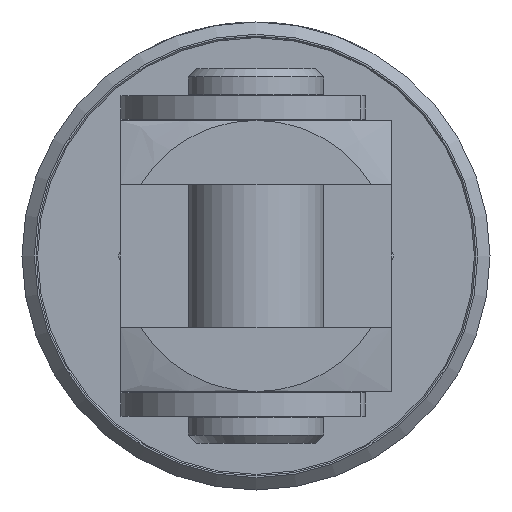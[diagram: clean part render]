
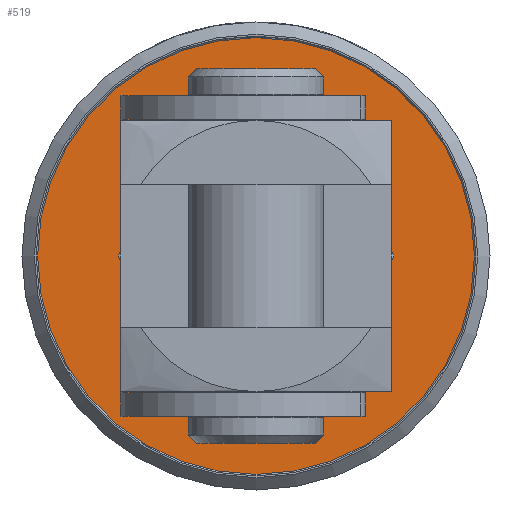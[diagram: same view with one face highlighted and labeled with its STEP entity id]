
A CAD part, left-side view. The second image highlights one B-rep face of the part: STEP entity #519.
In plain terms, the highlighted planar face has unit normal (-1, 0, 0).
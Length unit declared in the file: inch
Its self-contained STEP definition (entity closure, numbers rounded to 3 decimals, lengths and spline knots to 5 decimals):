
#519 = ADVANCED_FACE( '', ( #717, #718 ), #719, .F. );
#717 = FACE_OUTER_BOUND( '', #1195, .T. );
#718 = FACE_BOUND( '', #1196, .T. );
#719 = PLANE( '', #1197 );
#1195 = EDGE_LOOP( '', ( #1858 ) );
#1196 = EDGE_LOOP( '', ( #1859 ) );
#1197 = AXIS2_PLACEMENT_3D( '', #1860, #1861, #1862 );
#1858 = ORIENTED_EDGE( '', *, *, #3029, .F. );
#1859 = ORIENTED_EDGE( '', *, *, #3030, .T. );
#1860 = CARTESIAN_POINT( '', ( 0.438, 0., 0. ) );
#1861 = DIRECTION( '', ( 1., 0., 0. ) );
#1862 = DIRECTION( '', ( 0., 0., -1. ) );
#3029 = EDGE_CURVE( '', #3364, #3364, #3365, .T. );
#3030 = EDGE_CURVE( '', #3366, #3366, #3367, .T. );
#3364 = VERTEX_POINT( '', #3936 );
#3365 = CIRCLE( '', #3937, 0.4025 );
#3366 = VERTEX_POINT( '', #3938 );
#3367 = CIRCLE( '', #3939, 0.25 );
#3936 = CARTESIAN_POINT( '', ( 0.438, 0., -0.4025 ) );
#3937 = AXIS2_PLACEMENT_3D( '', #5072, #5073, #5074 );
#3938 = CARTESIAN_POINT( '', ( 0.438, 0., -0.25 ) );
#3939 = AXIS2_PLACEMENT_3D( '', #5075, #5076, #5077 );
#5072 = CARTESIAN_POINT( '', ( 0.438, 0., 0. ) );
#5073 = DIRECTION( '', ( 1., 0., 0. ) );
#5074 = DIRECTION( '', ( 0., 0., -1. ) );
#5075 = CARTESIAN_POINT( '', ( 0.438, 0., 0. ) );
#5076 = DIRECTION( '', ( 1., 0., 0. ) );
#5077 = DIRECTION( '', ( 0., 0., -1. ) );
